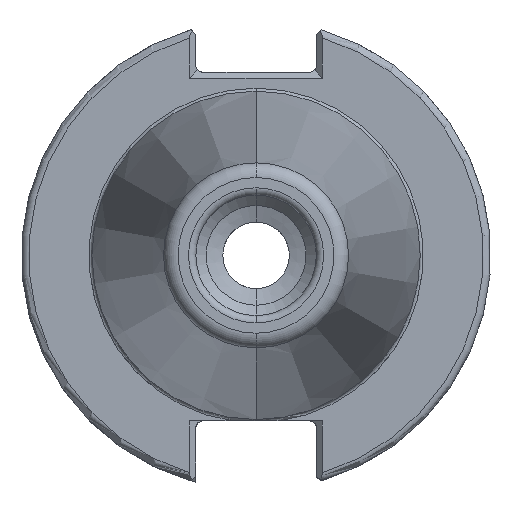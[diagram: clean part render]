
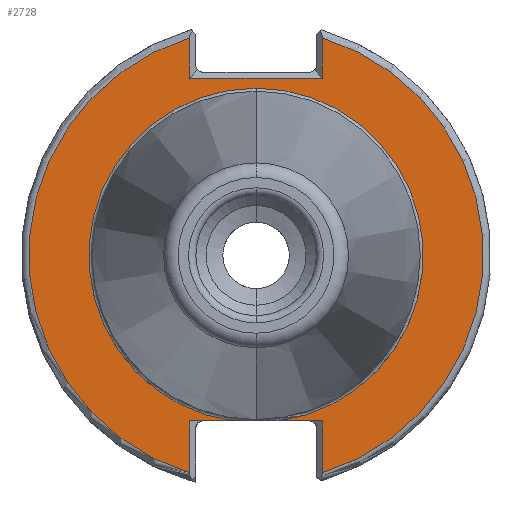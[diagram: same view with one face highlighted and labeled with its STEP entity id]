
A CAD part, left-side view. The second image highlights one B-rep face of the part: STEP entity #2728.
In plain terms, the highlighted planar face has unit normal (-1, 0, 0).
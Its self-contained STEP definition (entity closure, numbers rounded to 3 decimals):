
#42 = LINE ( 'NONE', #4288, #2132 ) ;
#99 = CARTESIAN_POINT ( 'NONE',  ( -76.82, -8.99, 29.433 ) ) ;
#174 = VECTOR ( 'NONE', #4901, 1000. ) ;
#237 = VECTOR ( 'NONE', #5152, 1000. ) ;
#249 = AXIS2_PLACEMENT_3D ( 'NONE', #4510, #2100, #4933 ) ;
#300 = LINE ( 'NONE', #4032, #174 ) ;
#362 = DIRECTION ( 'NONE',  ( 0., 0., -1. ) ) ;
#482 = CIRCLE ( 'NONE', #1849, 22.625 ) ;
#504 = EDGE_CURVE ( 'NONE', #3059, #3256, #2833, .T. ) ;
#752 = DIRECTION ( 'NONE',  ( 0., -1., 0. ) ) ;
#755 = CARTESIAN_POINT ( 'NONE',  ( -76.82, 0., 0. ) ) ;
#879 = DIRECTION ( 'NONE',  ( 0., 1., 0. ) ) ;
#892 = ORIENTED_EDGE ( 'NONE', *, *, #922, .T. ) ;
#922 = EDGE_CURVE ( 'NONE', #2808, #2875, #300, .T. ) ;
#965 = CARTESIAN_POINT ( 'NONE',  ( -76.82, -8.19, -22.41 ) ) ;
#989 = DIRECTION ( 'NONE',  ( -1., 0., 0. ) ) ;
#1160 = DIRECTION ( 'NONE',  ( 0., 0., 1. ) ) ;
#1169 = LINE ( 'NONE', #1944, #4209 ) ;
#1195 = CARTESIAN_POINT ( 'NONE',  ( -76.82, -8.99, -29.433 ) ) ;
#1211 = ORIENTED_EDGE ( 'NONE', *, *, #3922, .T. ) ;
#1230 = CARTESIAN_POINT ( 'NONE',  ( -76.82, -8.99, 0. ) ) ;
#1279 = CARTESIAN_POINT ( 'NONE',  ( -76.82, 0., 24. ) ) ;
#1349 = ORIENTED_EDGE ( 'NONE', *, *, #2884, .T. ) ;
#1711 = ORIENTED_EDGE ( 'NONE', *, *, #5114, .F. ) ;
#1761 = CARTESIAN_POINT ( 'NONE',  ( -76.82, 8.99, -29.433 ) ) ;
#1785 = VERTEX_POINT ( 'NONE', #1195 ) ;
#1787 = FACE_OUTER_BOUND ( 'NONE', #2303, .T. ) ;
#1791 = CARTESIAN_POINT ( 'NONE',  ( -76.82, 8.99, 29.433 ) ) ;
#1808 = CARTESIAN_POINT ( 'NONE',  ( -76.82, 0., 0. ) ) ;
#1841 = LINE ( 'NONE', #1279, #2761 ) ;
#1849 = AXIS2_PLACEMENT_3D ( 'NONE', #3344, #989, #3752 ) ;
#1944 = CARTESIAN_POINT ( 'NONE',  ( -76.82, -8.19, -22.41 ) ) ;
#1967 = LINE ( 'NONE', #1230, #2878 ) ;
#1985 = AXIS2_PLACEMENT_3D ( 'NONE', #5177, #2731, #362 ) ;
#2012 = DIRECTION ( 'NONE',  ( 0., 0., -1. ) ) ;
#2035 = CARTESIAN_POINT ( 'NONE',  ( -76.82, 8.99, 24. ) ) ;
#2100 = DIRECTION ( 'NONE',  ( 1., 0., 0. ) ) ;
#2132 = VECTOR ( 'NONE', #4710, 1000. ) ;
#2190 = CARTESIAN_POINT ( 'NONE',  ( -76.82, -3.112, -22.41 ) ) ;
#2196 = DIRECTION ( 'NONE',  ( 0., 0., -1. ) ) ;
#2206 = CIRCLE ( 'NONE', #2642, 30.775 ) ;
#2303 = EDGE_LOOP ( 'NONE', ( #5145, #1349, #892, #4297, #1711, #2548, #3351, #3759, #1211, #2930, #3304 ) ) ;
#2548 = ORIENTED_EDGE ( 'NONE', *, *, #2802, .F. ) ;
#2642 = AXIS2_PLACEMENT_3D ( 'NONE', #1808, #4621, #2196 ) ;
#2728 = ADVANCED_FACE ( 'NONE', ( #1787 ), #4912, .F. ) ;
#2731 = DIRECTION ( 'NONE',  ( -1., 0., 0. ) ) ;
#2761 = VECTOR ( 'NONE', #879, 1000. ) ;
#2802 = EDGE_CURVE ( 'NONE', #3794, #4588, #482, .T. ) ;
#2808 = VERTEX_POINT ( 'NONE', #1761 ) ;
#2833 = LINE ( 'NONE', #3857, #237 ) ;
#2875 = VERTEX_POINT ( 'NONE', #5016 ) ;
#2878 = VECTOR ( 'NONE', #2012, 1000. ) ;
#2884 = EDGE_CURVE ( 'NONE', #3256, #2808, #2206, .T. ) ;
#2930 = ORIENTED_EDGE ( 'NONE', *, *, #4350, .T. ) ;
#3059 = VERTEX_POINT ( 'NONE', #2035 ) ;
#3222 = EDGE_CURVE ( 'NONE', #2875, #3227, #4274, .T. ) ;
#3227 = VERTEX_POINT ( 'NONE', #4973 ) ;
#3256 = VERTEX_POINT ( 'NONE', #1791 ) ;
#3304 = ORIENTED_EDGE ( 'NONE', *, *, #3622, .T. ) ;
#3320 = DIRECTION ( 'NONE',  ( 0., -1., 0. ) ) ;
#3344 = CARTESIAN_POINT ( 'NONE',  ( -76.82, 0., 0. ) ) ;
#3351 = ORIENTED_EDGE ( 'NONE', *, *, #3489, .T. ) ;
#3489 = EDGE_CURVE ( 'NONE', #3794, #4538, #1169, .T. ) ;
#3510 = CIRCLE ( 'NONE', #1985, 30.775 ) ;
#3527 = DIRECTION ( 'NONE',  ( -1., 0., 0. ) ) ;
#3576 = EDGE_CURVE ( 'NONE', #4538, #1785, #1967, .T. ) ;
#3622 = EDGE_CURVE ( 'NONE', #4523, #3059, #1841, .T. ) ;
#3628 = CARTESIAN_POINT ( 'NONE',  ( -76.82, -8.99, 24. ) ) ;
#3642 = CARTESIAN_POINT ( 'NONE',  ( -76.82, -8.99, -22.41 ) ) ;
#3752 = DIRECTION ( 'NONE',  ( 0., 0., 1. ) ) ;
#3759 = ORIENTED_EDGE ( 'NONE', *, *, #3576, .T. ) ;
#3794 = VERTEX_POINT ( 'NONE', #2190 ) ;
#3857 = CARTESIAN_POINT ( 'NONE',  ( -76.82, 8.99, 30.701 ) ) ;
#3922 = EDGE_CURVE ( 'NONE', #1785, #4575, #3510, .T. ) ;
#4022 = VECTOR ( 'NONE', #3320, 1000. ) ;
#4032 = CARTESIAN_POINT ( 'NONE',  ( -76.82, 8.99, 0. ) ) ;
#4073 = CARTESIAN_POINT ( 'NONE',  ( -76.82, 0., 22.625 ) ) ;
#4209 = VECTOR ( 'NONE', #752, 1000. ) ;
#4274 = LINE ( 'NONE', #965, #4022 ) ;
#4288 = CARTESIAN_POINT ( 'NONE',  ( -76.82, -8.99, 24.8 ) ) ;
#4297 = ORIENTED_EDGE ( 'NONE', *, *, #3222, .T. ) ;
#4350 = EDGE_CURVE ( 'NONE', #4575, #4523, #42, .T. ) ;
#4510 = CARTESIAN_POINT ( 'NONE',  ( -76.82, 0., 0. ) ) ;
#4523 = VERTEX_POINT ( 'NONE', #3628 ) ;
#4538 = VERTEX_POINT ( 'NONE', #3642 ) ;
#4575 = VERTEX_POINT ( 'NONE', #99 ) ;
#4588 = VERTEX_POINT ( 'NONE', #4073 ) ;
#4621 = DIRECTION ( 'NONE',  ( -1., 0., 0. ) ) ;
#4710 = DIRECTION ( 'NONE',  ( 0., 0., -1. ) ) ;
#4830 = AXIS2_PLACEMENT_3D ( 'NONE', #755, #3527, #1160 ) ;
#4901 = DIRECTION ( 'NONE',  ( 0., 0., 1. ) ) ;
#4912 = PLANE ( 'NONE',  #249 ) ;
#4933 = DIRECTION ( 'NONE',  ( 0., 0., -1. ) ) ;
#4973 = CARTESIAN_POINT ( 'NONE',  ( -76.82, 3.112, -22.41 ) ) ;
#4978 = CIRCLE ( 'NONE', #4830, 22.625 ) ;
#5016 = CARTESIAN_POINT ( 'NONE',  ( -76.82, 8.99, -22.41 ) ) ;
#5114 = EDGE_CURVE ( 'NONE', #4588, #3227, #4978, .T. ) ;
#5145 = ORIENTED_EDGE ( 'NONE', *, *, #504, .T. ) ;
#5152 = DIRECTION ( 'NONE',  ( 0., 0., 1. ) ) ;
#5177 = CARTESIAN_POINT ( 'NONE',  ( -76.82, 0., 0. ) ) ;
